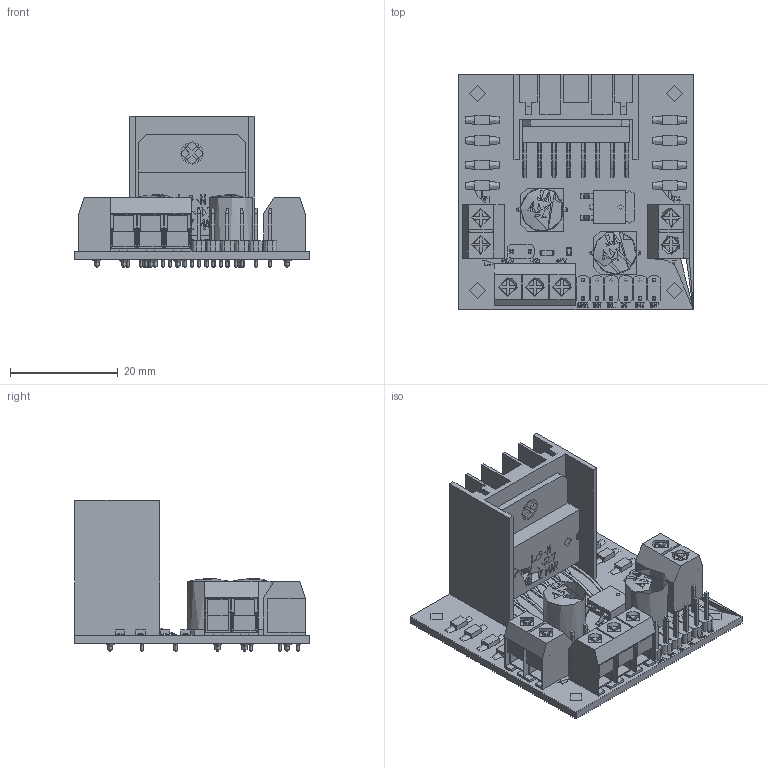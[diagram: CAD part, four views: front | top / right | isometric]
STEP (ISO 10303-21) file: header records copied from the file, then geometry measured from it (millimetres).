
FILE_DESCRIPTION(/* description */ ('Unknown'),/* implementation_level */ '2;1');
FILE_NAME(/* name */ 'L298N',/* time_stamp */ '2022-10-05T14:15:56+01:00',/* author */ ('Unknown'),/* organization */ ('Unknown'),/* preprocessor_version */ 'ST-DEVELOPER v16.7',/* originating_system */ 'DEX',/* authorisation */ $);
FILE_SCHEMA (('AUTOMOTIVE_DESIGN {1 0 10303 214 3 1 1}'));
Products named in the file (1): L298N
Bounding box: 43.5 x 43.5 x 28 mm (x, y, z)
Volume: 8869.1 mm3
Topology: 1 solids, 16 shells, 1537 faces, 4444 edges, 3169 vertices
Faces by surface type: plane 977, cylinder 338, torus 182, sphere 24, cone 16
Full cylindrical faces by diameter (mm): 0.55 x4, 0.6 x25, 1 x10, 2 x3, 3 x4, 3.3 x7, 3.5 x7, 4 x1, 4.2 x1, 8 x2
Entity records: 64333 total; most frequent: CARTESIAN_POINT 13957, ORIENTED_EDGE 8462, DIRECTION 7492, EDGE_CURVE 4231, VERTEX_POINT 3118, LINE 2688, VECTOR 2688, AXIS2_PLACEMENT_3D 2402
